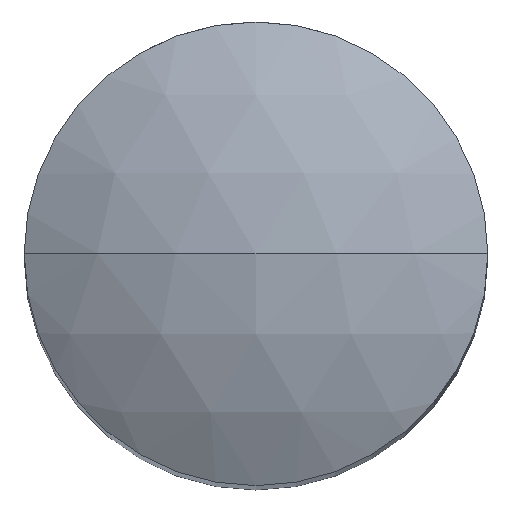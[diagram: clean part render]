
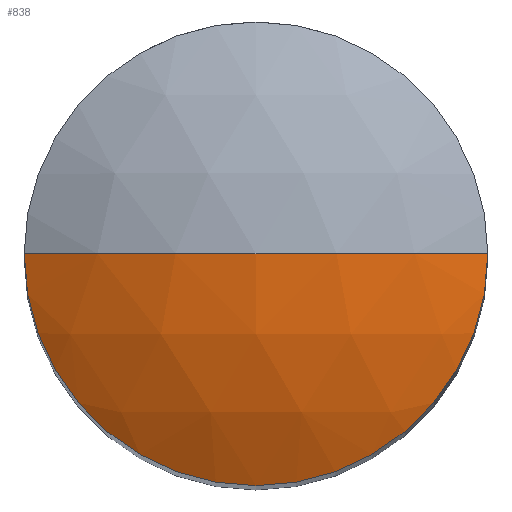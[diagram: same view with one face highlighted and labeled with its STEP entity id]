
A CAD part, top view. The second image highlights one B-rep face of the part: STEP entity #838.
In plain terms, the highlighted spherical face has radius 6 mm.
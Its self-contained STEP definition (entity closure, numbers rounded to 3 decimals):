
#15 = AXIS2_PLACEMENT_3D ( 'NONE', #559, #133, #620 ) ;
#43 = DIRECTION ( 'NONE',  ( 1., 0., 0. ) ) ;
#54 = AXIS2_PLACEMENT_3D ( 'NONE', #680, #596, #825 ) ;
#102 = AXIS2_PLACEMENT_3D ( 'NONE', #570, #146, #629 ) ;
#109 = EDGE_LOOP ( 'NONE', ( #553, #817, #797 ) ) ;
#133 = DIRECTION ( 'NONE',  ( 0., -1., 0. ) ) ;
#136 = VERTEX_POINT ( 'NONE', #743 ) ;
#146 = DIRECTION ( 'NONE',  ( 0., 0., -1. ) ) ;
#154 = EDGE_CURVE ( 'NONE', #136, #285, #760, .T. ) ;
#205 = CARTESIAN_POINT ( 'NONE',  ( 3., 0., 16.696 ) ) ;
#229 = VERTEX_POINT ( 'NONE', #583 ) ;
#279 = AXIS2_PLACEMENT_3D ( 'NONE', #478, #331, #43 ) ;
#285 = VERTEX_POINT ( 'NONE', #205 ) ;
#331 = DIRECTION ( 'NONE',  ( 0., -1., 0. ) ) ;
#339 = SPHERICAL_SURFACE ( 'NONE', #279, 6. ) ;
#347 = EDGE_CURVE ( 'NONE', #136, #229, #444, .T. ) ;
#402 = EDGE_CURVE ( 'NONE', #285, #229, #718, .T. ) ;
#444 = CIRCLE ( 'NONE', #15, 6. ) ;
#478 = CARTESIAN_POINT ( 'NONE',  ( 0., 0., 11.5 ) ) ;
#553 = ORIENTED_EDGE ( 'NONE', *, *, #154, .F. ) ;
#559 = CARTESIAN_POINT ( 'NONE',  ( 0., 0., 11.5 ) ) ;
#570 = CARTESIAN_POINT ( 'NONE',  ( 0., 0., 16.696 ) ) ;
#583 = CARTESIAN_POINT ( 'NONE',  ( -3., 0., 16.696 ) ) ;
#596 = DIRECTION ( 'NONE',  ( 0., 1., 0. ) ) ;
#620 = DIRECTION ( 'NONE',  ( 1., 0., 0. ) ) ;
#629 = DIRECTION ( 'NONE',  ( -1., 0., 0. ) ) ;
#680 = CARTESIAN_POINT ( 'NONE',  ( 0., 0., 11.5 ) ) ;
#685 = FACE_OUTER_BOUND ( 'NONE', #109, .T. ) ;
#718 = CIRCLE ( 'NONE', #102, 3. ) ;
#743 = CARTESIAN_POINT ( 'NONE',  ( 0., 0., 17.5 ) ) ;
#760 = CIRCLE ( 'NONE', #54, 6. ) ;
#797 = ORIENTED_EDGE ( 'NONE', *, *, #402, .F. ) ;
#817 = ORIENTED_EDGE ( 'NONE', *, *, #347, .T. ) ;
#825 = DIRECTION ( 'NONE',  ( 0., 0., 1. ) ) ;
#838 = ADVANCED_FACE ( 'NONE', ( #685 ), #339, .T. ) ;
